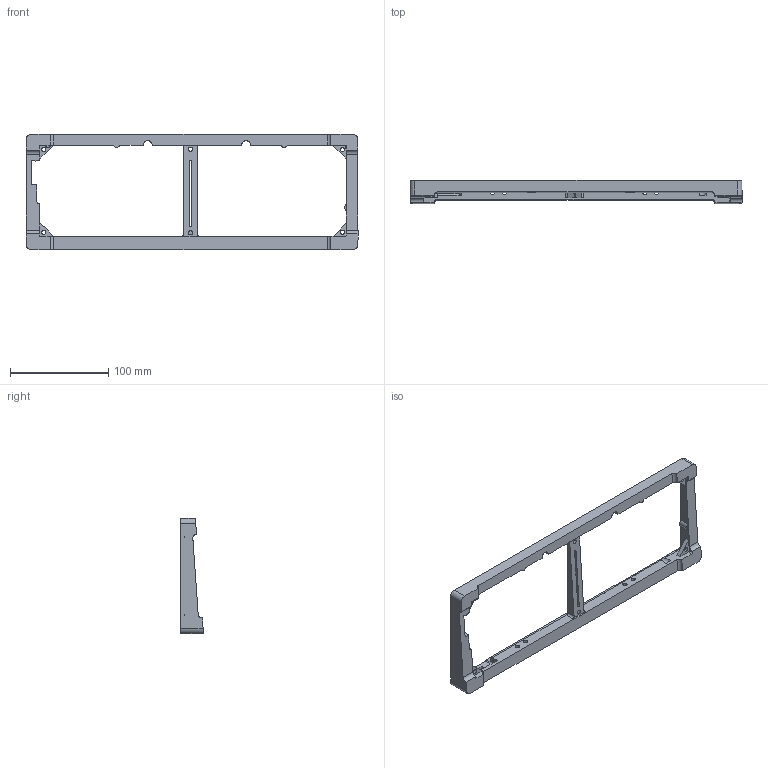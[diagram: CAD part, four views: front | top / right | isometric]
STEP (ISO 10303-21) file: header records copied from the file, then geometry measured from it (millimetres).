
FILE_DESCRIPTION (( 'STEP AP214' ), '1' );
FILE_NAME ('俋褲.STEP', '2025-12-02T10:38:09', ( '' ), ( '' ), 'SwSTEP 2.0', 'SolidWorks 2023', '' );
FILE_SCHEMA (( 'AUTOMOTIVE_DESIGN' ));
Length unit declared in the file: millimetre
Products named in the file (1): 外壳
Bounding box: 337.35 x 23.27 x 116.87 mm (x, y, z)
Volume: 147847.1 mm3; surface area: 55855.5 mm2
Topology: 1 solids, 1 shells, 312 faces, 846 edges, 559 vertices
Faces by surface type: plane 169, cylinder 115, bspline 24, torus 4
Entity records: 11199 total; most frequent: CARTESIAN_POINT 3344, ORIENTED_EDGE 1692, DIRECTION 1546, EDGE_CURVE 846, VERTEX_POINT 559, LINE 540, VECTOR 540, AXIS2_PLACEMENT_3D 503
